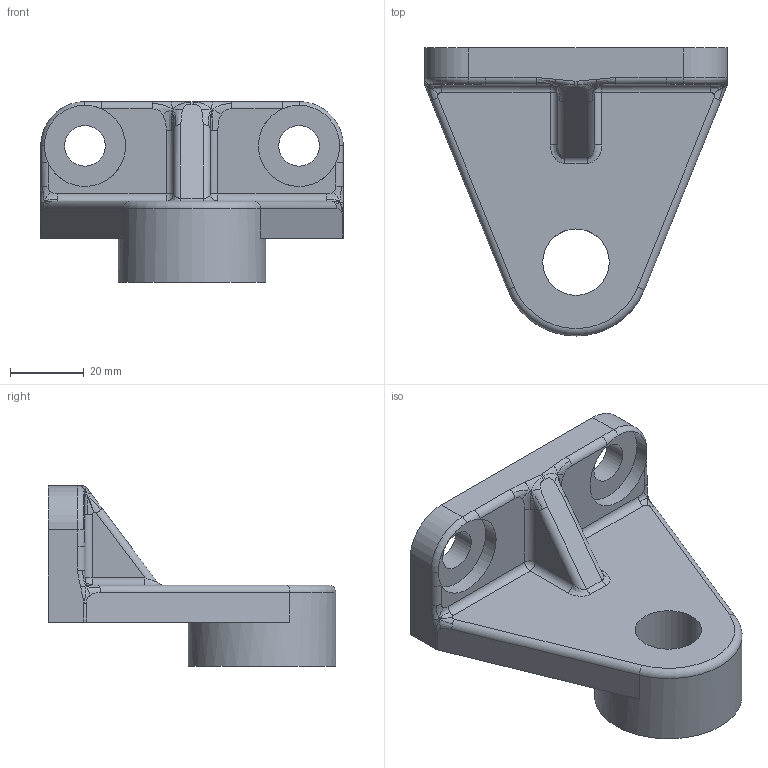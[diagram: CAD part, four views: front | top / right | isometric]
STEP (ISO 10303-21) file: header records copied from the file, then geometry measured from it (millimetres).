
FILE_DESCRIPTION(/* description */ (''),/* implementation_level */ '2;1');
FILE_NAME(/* name */ 'axleSupport.stp',/* time_stamp */ '2021-06-18T18:50:03+03:00',/* author */ ('joelm'),/* organization */ (''),/* preprocessor_version */ 'ST-DEVELOPER v17',/* originating_system */ 'Autodesk Inventor 2019',/* authorisation */ '');
FILE_SCHEMA (('AUTOMOTIVE_DESIGN { 1 0 10303 214 3 1 1 }'));
Length unit declared in the file: millimetre
Products named in the file (1): axleSupport
Bounding box: 82 x 78 x 49 mm (x, y, z)
Volume: 73989.9 mm3; surface area: 19145.8 mm2
Topology: 1 solids, 1 shells, 85 faces, 208 edges, 125 vertices
Faces by surface type: bspline 34, cylinder 30, plane 16, torus 3, sphere 2
Full cylindrical faces by diameter (mm): 11 x2, 18 x1, 22 x2, 40 x1
Entity records: 7718 total; most frequent: CARTESIAN_POINT 5826, ORIENTED_EDGE 416, DIRECTION 340, EDGE_CURVE 208, AXIS2_PLACEMENT_3D 140, VERTEX_POINT 125, EDGE_LOOP 91, FACE_OUTER_BOUND 85
